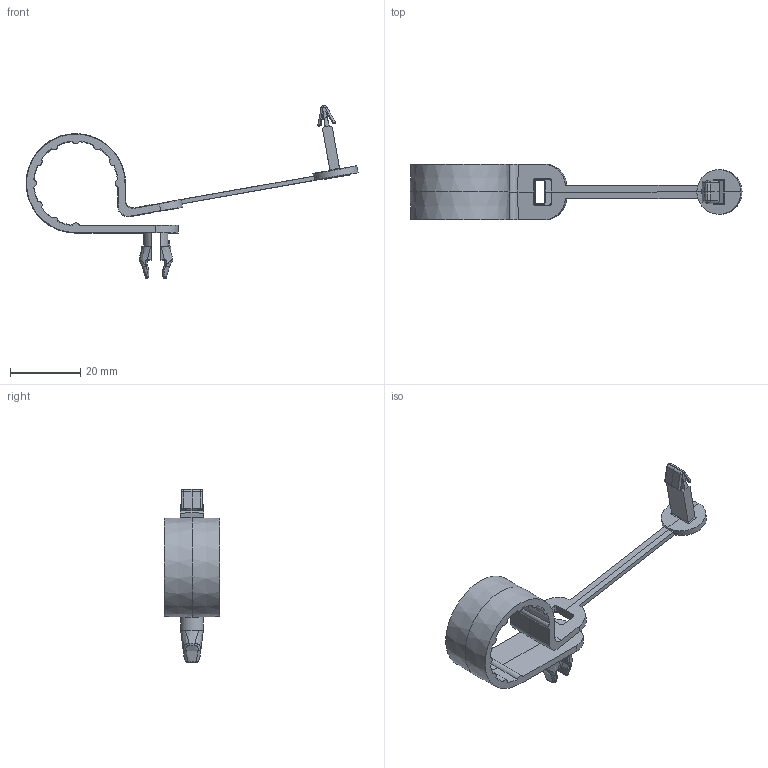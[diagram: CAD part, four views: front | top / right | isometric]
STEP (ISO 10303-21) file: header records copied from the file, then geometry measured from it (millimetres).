
FILE_DESCRIPTION(/* description */ (''),/* implementation_level */ '2;1');
FILE_NAME(/* name */ 'PANDUIT_PC087-H25D',/* time_stamp */ '2011-03-14T11:00:46-05:00',/* author */ (''),/* organization */ (''),/* preprocessor_version */ 'ST-DEVELOPER v9',/* originating_system */ 'UGS - NX 3.0',/* authorisation */ '');
FILE_SCHEMA (('CONFIG_CONTROL_DESIGN'));
Length unit declared in the file: inch
Products named in the file (1): bwgE61A1zy3
Bounding box: 94.43 x 15.88 x 49.29 mm (x, y, z)
Volume: 4946.1 mm3; surface area: 5680.5 mm2
Topology: 1 solids, 1 shells, 257 faces, 645 edges, 393 vertices
Faces by surface type: plane 100, cylinder 75, bspline 54, cone 26, extrusion 2
Full cylindrical faces by diameter (mm): 0.751 x7, 12.7 x1
Entity records: 8824 total; most frequent: CARTESIAN_POINT 2955, ORIENTED_EDGE 1280, DIRECTION 1132, EDGE_CURVE 640, AXIS2_PLACEMENT_3D 422, VERTEX_POINT 391, VECTOR 288, LINE 286
